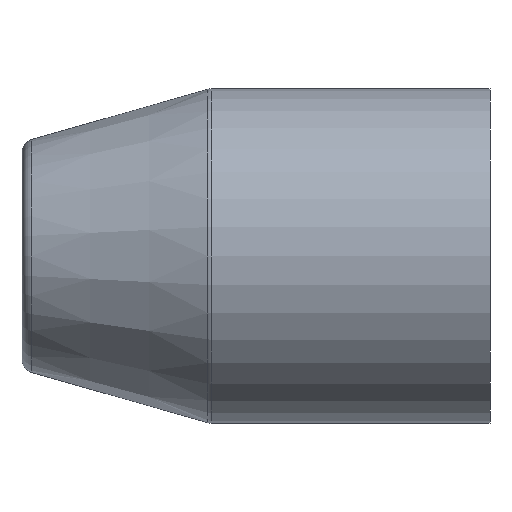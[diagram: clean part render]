
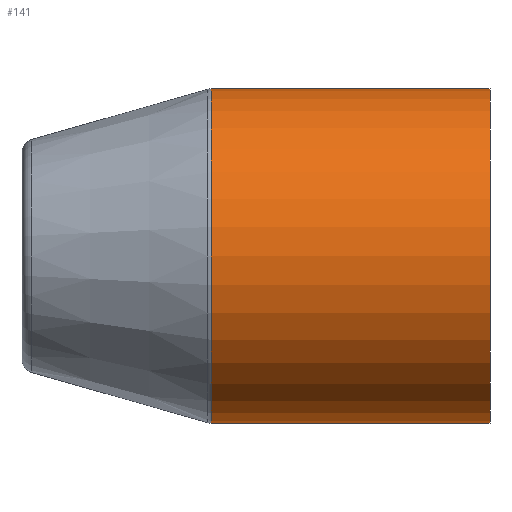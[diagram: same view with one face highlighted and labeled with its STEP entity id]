
A CAD part, left-side view. The second image highlights one B-rep face of the part: STEP entity #141.
In plain terms, the highlighted cylindrical face has radius 12.5 mm (diameter 25 mm), a partial arc.
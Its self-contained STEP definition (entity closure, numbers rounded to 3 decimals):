
#8 = EDGE_CURVE ( 'NONE', #164, #22, #481, .T. ) ;
#22 = VERTEX_POINT ( 'NONE', #249 ) ;
#106 = AXIS2_PLACEMENT_3D ( 'NONE', #321, #317, #260 ) ;
#121 = CARTESIAN_POINT ( 'NONE',  ( 0., 20.86, 12.5 ) ) ;
#131 = EDGE_CURVE ( 'NONE', #363, #206, #261, .T. ) ;
#141 = ADVANCED_FACE ( 'NONE', ( #250 ), #232, .T. ) ;
#157 = VECTOR ( 'NONE', #346, 1000. ) ;
#160 = LINE ( 'NONE', #414, #157 ) ;
#161 = CARTESIAN_POINT ( 'NONE',  ( 0., 0., -12.5 ) ) ;
#164 = VERTEX_POINT ( 'NONE', #121 ) ;
#189 = VECTOR ( 'NONE', #464, 1000. ) ;
#191 = LINE ( 'NONE', #161, #189 ) ;
#200 = DIRECTION ( 'NONE',  ( 0., 0., -1. ) ) ;
#206 = VERTEX_POINT ( 'NONE', #412 ) ;
#232 = CYLINDRICAL_SURFACE ( 'NONE', #106, 12.5 ) ;
#235 = DIRECTION ( 'NONE',  ( 0., -1., 0. ) ) ;
#236 = DIRECTION ( 'NONE',  ( 0., 0., -1. ) ) ;
#249 = CARTESIAN_POINT ( 'NONE',  ( 0., 20.86, -12.5 ) ) ;
#250 = FACE_OUTER_BOUND ( 'NONE', #470, .T. ) ;
#260 = DIRECTION ( 'NONE',  ( 0., 0., -1. ) ) ;
#261 = CIRCLE ( 'NONE', #495, 12.5 ) ;
#276 = ORIENTED_EDGE ( 'NONE', *, *, #131, .F. ) ;
#296 = ORIENTED_EDGE ( 'NONE', *, *, #367, .T. ) ;
#317 = DIRECTION ( 'NONE',  ( 0., -1., 0. ) ) ;
#321 = CARTESIAN_POINT ( 'NONE',  ( 0., 0., 0. ) ) ;
#346 = DIRECTION ( 'NONE',  ( 0., -1., 0. ) ) ;
#350 = ORIENTED_EDGE ( 'NONE', *, *, #453, .F. ) ;
#363 = VERTEX_POINT ( 'NONE', #487 ) ;
#367 = EDGE_CURVE ( 'NONE', #22, #206, #191, .T. ) ;
#392 = AXIS2_PLACEMENT_3D ( 'NONE', #457, #454, #200 ) ;
#412 = CARTESIAN_POINT ( 'NONE',  ( 0., 0., -12.5 ) ) ;
#414 = CARTESIAN_POINT ( 'NONE',  ( 0., 0., 12.5 ) ) ;
#435 = CARTESIAN_POINT ( 'NONE',  ( 0., 0., 0. ) ) ;
#453 = EDGE_CURVE ( 'NONE', #164, #363, #160, .T. ) ;
#454 = DIRECTION ( 'NONE',  ( 0., -1., 0. ) ) ;
#457 = CARTESIAN_POINT ( 'NONE',  ( 0., 20.86, 0. ) ) ;
#464 = DIRECTION ( 'NONE',  ( 0., -1., 0. ) ) ;
#470 = EDGE_LOOP ( 'NONE', ( #350, #474, #296, #276 ) ) ;
#474 = ORIENTED_EDGE ( 'NONE', *, *, #8, .T. ) ;
#481 = CIRCLE ( 'NONE', #392, 12.5 ) ;
#487 = CARTESIAN_POINT ( 'NONE',  ( 0., 0., 12.5 ) ) ;
#495 = AXIS2_PLACEMENT_3D ( 'NONE', #435, #235, #236 ) ;
